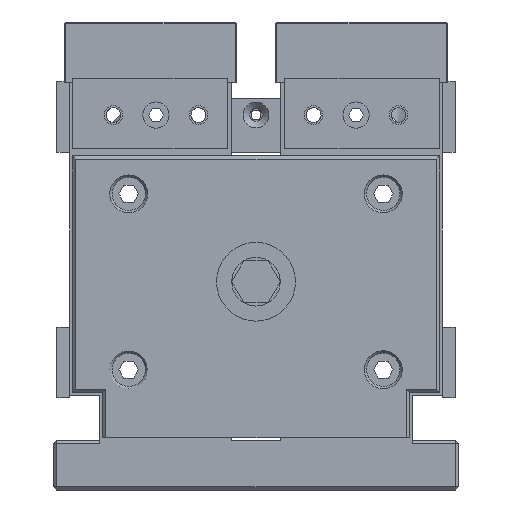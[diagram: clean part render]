
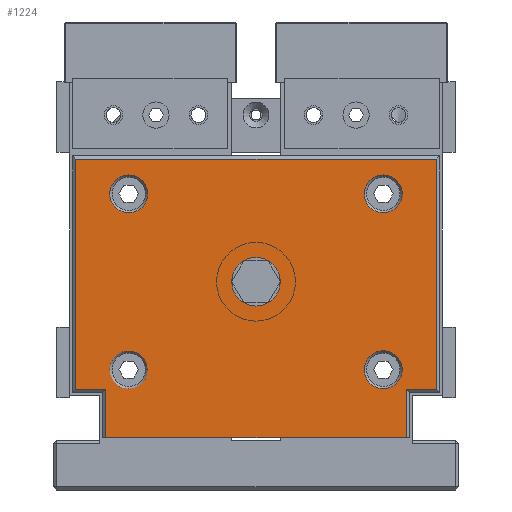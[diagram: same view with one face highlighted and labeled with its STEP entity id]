
A CAD part, left-side view. The second image highlights one B-rep face of the part: STEP entity #1224.
In plain terms, the highlighted planar face has unit normal (-1, 0, 0).
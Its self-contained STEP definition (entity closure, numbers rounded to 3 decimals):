
#1224 = ADVANCED_FACE( '', ( #3294, #3295, #3296, #3297, #3298, #3299 ), #3300, .T. );
#3294 = FACE_OUTER_BOUND( '', #6578, .T. );
#3295 = FACE_BOUND( '', #6579, .T. );
#3296 = FACE_BOUND( '', #6580, .T. );
#3297 = FACE_BOUND( '', #6581, .T. );
#3298 = FACE_BOUND( '', #6582, .T. );
#3299 = FACE_BOUND( '', #6583, .T. );
#3300 = PLANE( '', #6584 );
#6578 = EDGE_LOOP( '', ( #10428, #10429, #10430, #10431, #10432, #10433, #10434, #10435 ) );
#6579 = EDGE_LOOP( '', ( #10436 ) );
#6580 = EDGE_LOOP( '', ( #10437 ) );
#6581 = EDGE_LOOP( '', ( #10438 ) );
#6582 = EDGE_LOOP( '', ( #10439 ) );
#6583 = EDGE_LOOP( '', ( #10440 ) );
#6584 = AXIS2_PLACEMENT_3D( '', #10441, #10442, #10443 );
#10428 = ORIENTED_EDGE( '', *, *, #17525, .T. );
#10429 = ORIENTED_EDGE( '', *, *, #17569, .T. );
#10430 = ORIENTED_EDGE( '', *, *, #17570, .T. );
#10431 = ORIENTED_EDGE( '', *, *, #17571, .T. );
#10432 = ORIENTED_EDGE( '', *, *, #17572, .T. );
#10433 = ORIENTED_EDGE( '', *, *, #17573, .T. );
#10434 = ORIENTED_EDGE( '', *, *, #17574, .T. );
#10435 = ORIENTED_EDGE( '', *, *, #17575, .T. );
#10436 = ORIENTED_EDGE( '', *, *, #17576, .F. );
#10437 = ORIENTED_EDGE( '', *, *, #17387, .T. );
#10438 = ORIENTED_EDGE( '', *, *, #17577, .T. );
#10439 = ORIENTED_EDGE( '', *, *, #17578, .T. );
#10440 = ORIENTED_EDGE( '', *, *, #17579, .T. );
#10441 = CARTESIAN_POINT( '', ( -116., -60.5, 41.5 ) );
#10442 = DIRECTION( '', ( -1., 0., 0. ) );
#10443 = DIRECTION( '', ( 0., 0., 1. ) );
#17387 = EDGE_CURVE( '', #20567, #20567, #20568, .T. );
#17525 = EDGE_CURVE( '', #20808, #20806, #20809, .T. );
#17569 = EDGE_CURVE( '', #20806, #20881, #20882, .T. );
#17570 = EDGE_CURVE( '', #20881, #20883, #20884, .T. );
#17571 = EDGE_CURVE( '', #20883, #20885, #20886, .T. );
#17572 = EDGE_CURVE( '', #20885, #20887, #20888, .T. );
#17573 = EDGE_CURVE( '', #20887, #20889, #20890, .T. );
#17574 = EDGE_CURVE( '', #20889, #20891, #20892, .T. );
#17575 = EDGE_CURVE( '', #20891, #20808, #20893, .T. );
#17576 = EDGE_CURVE( '', #20894, #20894, #20895, .T. );
#17577 = EDGE_CURVE( '', #20896, #20896, #20897, .T. );
#17578 = EDGE_CURVE( '', #20898, #20898, #20899, .T. );
#17579 = EDGE_CURVE( '', #20900, #20900, #20901, .T. );
#20567 = VERTEX_POINT( '', #26406 );
#20568 = CIRCLE( '', #26407, 6.25 );
#20806 = VERTEX_POINT( '', #26916 );
#20808 = VERTEX_POINT( '', #26919 );
#20809 = LINE( '', #26920, #26921 );
#20881 = VERTEX_POINT( '', #27050 );
#20882 = LINE( '', #27051, #27052 );
#20883 = VERTEX_POINT( '', #27053 );
#20884 = LINE( '', #27054, #27055 );
#20885 = VERTEX_POINT( '', #27056 );
#20886 = LINE( '', #27057, #27058 );
#20887 = VERTEX_POINT( '', #27059 );
#20888 = LINE( '', #27060, #27061 );
#20889 = VERTEX_POINT( '', #27062 );
#20890 = LINE( '', #27063, #27064 );
#20891 = VERTEX_POINT( '', #27065 );
#20892 = LINE( '', #27066, #27067 );
#20893 = LINE( '', #27068, #27069 );
#20894 = VERTEX_POINT( '', #27070 );
#20895 = CIRCLE( '', #27071, 8. );
#20896 = VERTEX_POINT( '', #27072 );
#20897 = CIRCLE( '', #27073, 6.25 );
#20898 = VERTEX_POINT( '', #27074 );
#20899 = CIRCLE( '', #27075, 6.25 );
#20900 = VERTEX_POINT( '', #27076 );
#20901 = CIRCLE( '', #27077, 6.25 );
#26406 = CARTESIAN_POINT( '', ( -116., 42., 35.25 ) );
#26407 = AXIS2_PLACEMENT_3D( '', #37016, #37017, #37018 );
#26916 = CARTESIAN_POINT( '', ( -116., -49.5, -51.5 ) );
#26919 = CARTESIAN_POINT( '', ( -116., 49.5, -51.5 ) );
#26920 = CARTESIAN_POINT( '', ( -116., 50.5, -51.5 ) );
#26921 = VECTOR( '', #37155, 1000. );
#27050 = CARTESIAN_POINT( '', ( -116., -49.5, -35.5 ) );
#27051 = CARTESIAN_POINT( '', ( -116., -49.5, -36.5 ) );
#27052 = VECTOR( '', #37200, 1000. );
#27053 = CARTESIAN_POINT( '', ( -116., -59.5, -35.5 ) );
#27054 = CARTESIAN_POINT( '', ( -116., -60.5, -35.5 ) );
#27055 = VECTOR( '', #37201, 1000. );
#27056 = CARTESIAN_POINT( '', ( -116., -59.5, 40.5 ) );
#27057 = CARTESIAN_POINT( '', ( -116., -59.5, 41.5 ) );
#27058 = VECTOR( '', #37202, 1000. );
#27059 = CARTESIAN_POINT( '', ( -116., 59.5, 40.5 ) );
#27060 = CARTESIAN_POINT( '', ( -116., 60.5, 40.5 ) );
#27061 = VECTOR( '', #37203, 1000. );
#27062 = CARTESIAN_POINT( '', ( -116., 59.5, -35.5 ) );
#27063 = CARTESIAN_POINT( '', ( -116., 59.5, -36.5 ) );
#27064 = VECTOR( '', #37204, 1000. );
#27065 = CARTESIAN_POINT( '', ( -116., 49.5, -35.5 ) );
#27066 = CARTESIAN_POINT( '', ( -116., 50.5, -35.5 ) );
#27067 = VECTOR( '', #37205, 1000. );
#27068 = CARTESIAN_POINT( '', ( -116., 49.5, -51.5 ) );
#27069 = VECTOR( '', #37206, 1000. );
#27070 = CARTESIAN_POINT( '', ( -116., 0., 8. ) );
#27071 = AXIS2_PLACEMENT_3D( '', #37207, #37208, #37209 );
#27072 = CARTESIAN_POINT( '', ( -116., -42., -22.75 ) );
#27073 = AXIS2_PLACEMENT_3D( '', #37210, #37211, #37212 );
#27074 = CARTESIAN_POINT( '', ( -116., 42., -22.75 ) );
#27075 = AXIS2_PLACEMENT_3D( '', #37213, #37214, #37215 );
#27076 = CARTESIAN_POINT( '', ( -116., -42., 35.25 ) );
#27077 = AXIS2_PLACEMENT_3D( '', #37216, #37217, #37218 );
#37016 = CARTESIAN_POINT( '', ( -116., 42., 29. ) );
#37017 = DIRECTION( '', ( 1., 0., 0. ) );
#37018 = DIRECTION( '', ( 0., 0., 1. ) );
#37155 = DIRECTION( '', ( 0., -1., 0. ) );
#37200 = DIRECTION( '', ( 0., 0., 1. ) );
#37201 = DIRECTION( '', ( 0., -1., 0. ) );
#37202 = DIRECTION( '', ( 0., 0., 1. ) );
#37203 = DIRECTION( '', ( 0., 1., 0. ) );
#37204 = DIRECTION( '', ( 0., 0., -1. ) );
#37205 = DIRECTION( '', ( 0., -1., 0. ) );
#37206 = DIRECTION( '', ( 0., 0., -1. ) );
#37207 = CARTESIAN_POINT( '', ( -116., 0., 0. ) );
#37208 = DIRECTION( '', ( -1., 0., 0. ) );
#37209 = DIRECTION( '', ( 0., 0., 1. ) );
#37210 = CARTESIAN_POINT( '', ( -116., -42., -29. ) );
#37211 = DIRECTION( '', ( 1., 0., 0. ) );
#37212 = DIRECTION( '', ( 0., 0., 1. ) );
#37213 = CARTESIAN_POINT( '', ( -116., 42., -29. ) );
#37214 = DIRECTION( '', ( 1., 0., 0. ) );
#37215 = DIRECTION( '', ( 0., 0., 1. ) );
#37216 = CARTESIAN_POINT( '', ( -116., -42., 29. ) );
#37217 = DIRECTION( '', ( 1., 0., 0. ) );
#37218 = DIRECTION( '', ( 0., 0., 1. ) );
